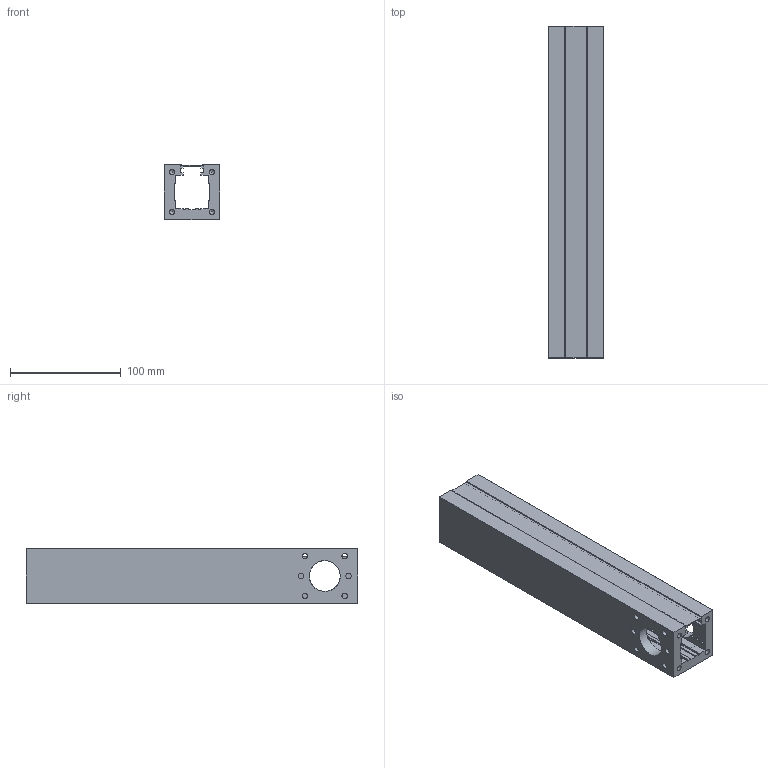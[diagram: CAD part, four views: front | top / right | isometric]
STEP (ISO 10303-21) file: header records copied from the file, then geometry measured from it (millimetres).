
FILE_DESCRIPTION(/* description */ ('Unknown'),/* implementation_level */ '2;1');
FILE_NAME(/* name */ 'Alu Profil-50-Kegelradantrieb',/* time_stamp */ '2020-03-19T17:46:06+01:00',/* author */ ('Unknown'),/* organization */ ('Unknown'),/* preprocessor_version */ 'ST-DEVELOPER v16.7',/* originating_system */ 'Solid Edge',/* authorisation */ 'Unknown');
FILE_SCHEMA (('AUTOMOTIVE_DESIGN {1 0 10303 214 3 1 1}'));
Length unit declared in the file: millimetre
Products named in the file (1): Profil-50-Kegelradantrieb-im-Profil-dy
Bounding box: 50 x 300 x 50 mm (x, y, z)
Volume: 398817.9 mm3; surface area: 114244.9 mm2
Topology: 1 solids, 1 shells, 131 faces, 379 edges, 240 vertices
Faces by surface type: plane 63, cylinder 54, cone 14
Full cylindrical faces by diameter (mm): 4.917 x40, 5 x4, 28 x2
Entity records: 4955 total; most frequent: CARTESIAN_POINT 666, DIRECTION 647, ORIENTED_EDGE 578, EDGE_CURVE 289, AXIS2_PLACEMENT_3D 231, VERTEX_POINT 220, FACE_BOUND 215, EDGE_LOOP 203
